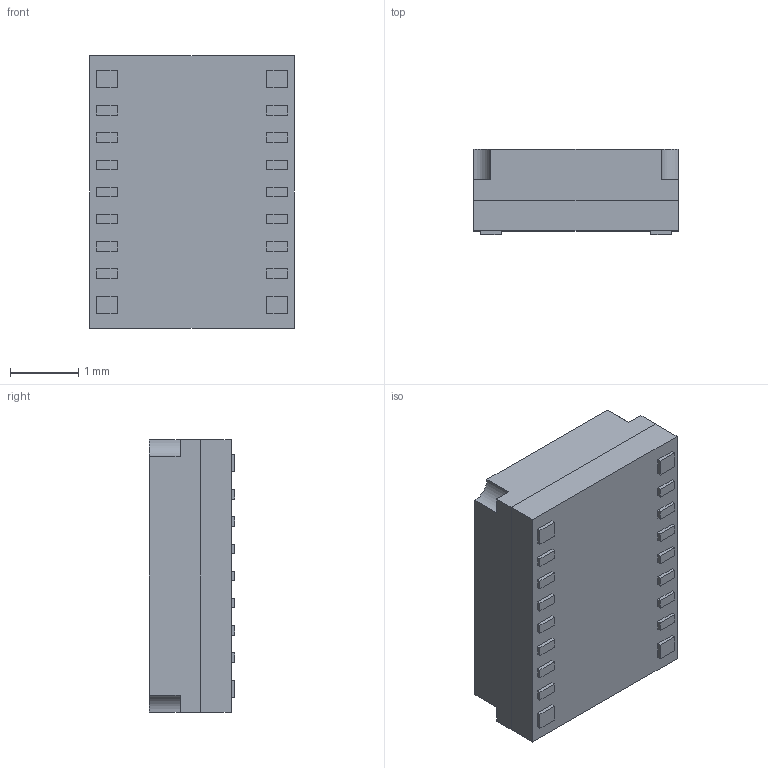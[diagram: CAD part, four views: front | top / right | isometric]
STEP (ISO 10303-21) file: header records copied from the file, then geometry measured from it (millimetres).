
FILE_DESCRIPTION (( 'STEP AP214' ), '1' );
FILE_NAME ('Sony_CXA2958EN.step', '2020-10-19T11:51:58+00:00', 'Stefan Hamminga', '', '', '', '');
FILE_SCHEMA (( 'AUTOMOTIVE_DESIGN' ));
Length unit declared in the file: millimetre
Products named in the file (1): Sony_CXA2958EN
Bounding box: 3 x 1.25 x 4 mm (x, y, z)
Volume: 12.4 mm3; surface area: 42.9 mm2
Topology: 1 solids, 1 shells, 118 faces, 286 edges, 190 vertices
Faces by surface type: plane 110, cylinder 8
Entity records: 3726 total; most frequent: CARTESIAN_POINT 619, ORIENTED_EDGE 572, DIRECTION 526, EDGE_CURVE 286, VECTOR 268, LINE 268, VERTEX_POINT 190, EDGE_LOOP 138
